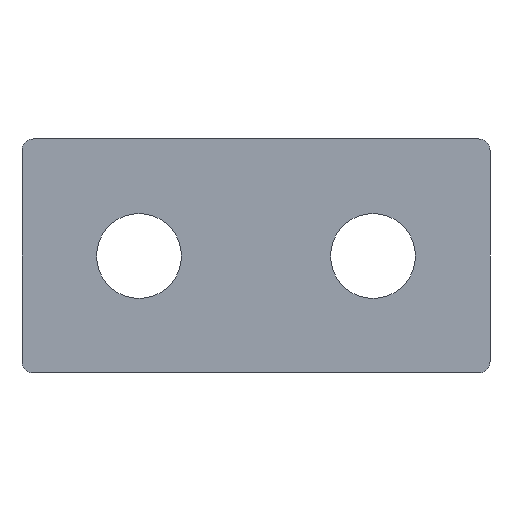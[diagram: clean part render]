
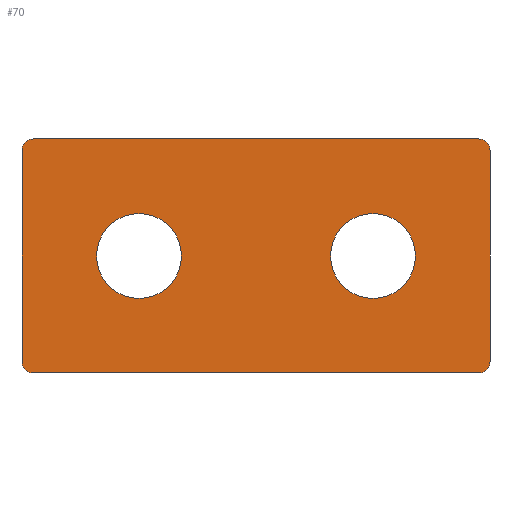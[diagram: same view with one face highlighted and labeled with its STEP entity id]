
A CAD part, front view. The second image highlights one B-rep face of the part: STEP entity #70.
In plain terms, the highlighted planar face has unit normal (0, -1, 0).
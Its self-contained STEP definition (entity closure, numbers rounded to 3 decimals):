
#70 = ADVANCED_FACE( '', ( #146, #147, #148 ), #149, .F. );
#146 = FACE_BOUND( '', #223, .T. );
#147 = FACE_BOUND( '', #224, .T. );
#148 = FACE_OUTER_BOUND( '', #225, .T. );
#149 = PLANE( '', #226 );
#223 = EDGE_LOOP( '', ( #356 ) );
#224 = EDGE_LOOP( '', ( #357 ) );
#225 = EDGE_LOOP( '', ( #358, #359, #360, #361, #362, #363, #364, #365 ) );
#226 = AXIS2_PLACEMENT_3D( '', #366, #367, #368 );
#356 = ORIENTED_EDGE( '', *, *, #437, .F. );
#357 = ORIENTED_EDGE( '', *, *, #434, .F. );
#358 = ORIENTED_EDGE( '', *, *, #469, .F. );
#359 = ORIENTED_EDGE( '', *, *, #459, .F. );
#360 = ORIENTED_EDGE( '', *, *, #455, .F. );
#361 = ORIENTED_EDGE( '', *, *, #446, .F. );
#362 = ORIENTED_EDGE( '', *, *, #432, .F. );
#363 = ORIENTED_EDGE( '', *, *, #470, .F. );
#364 = ORIENTED_EDGE( '', *, *, #471, .F. );
#365 = ORIENTED_EDGE( '', *, *, #426, .F. );
#366 = CARTESIAN_POINT( '', ( 2., 0., -2. ) );
#367 = DIRECTION( '', ( 0., 1., 0. ) );
#368 = DIRECTION( '', ( 0., 0., 1. ) );
#426 = EDGE_CURVE( '', #497, #499, #500, .T. );
#432 = EDGE_CURVE( '', #507, #505, #509, .T. );
#434 = EDGE_CURVE( '', #511, #511, #512, .T. );
#437 = EDGE_CURVE( '', #516, #516, #517, .T. );
#446 = EDGE_CURVE( '', #505, #531, #532, .T. );
#455 = EDGE_CURVE( '', #531, #542, #545, .T. );
#459 = EDGE_CURVE( '', #542, #551, #552, .T. );
#469 = EDGE_CURVE( '', #551, #497, #563, .T. );
#470 = EDGE_CURVE( '', #564, #507, #565, .T. );
#471 = EDGE_CURVE( '', #499, #564, #566, .T. );
#497 = VERTEX_POINT( '', #595 );
#499 = VERTEX_POINT( '', #598 );
#500 = CIRCLE( '', #599, 2. );
#505 = VERTEX_POINT( '', #605 );
#507 = VERTEX_POINT( '', #608 );
#509 = LINE( '', #611, #612 );
#511 = VERTEX_POINT( '', #614 );
#512 = CIRCLE( '', #615, 7.25 );
#516 = VERTEX_POINT( '', #619 );
#517 = CIRCLE( '', #620, 7.25 );
#531 = VERTEX_POINT( '', #637 );
#532 = CIRCLE( '', #638, 2. );
#542 = VERTEX_POINT( '', #649 );
#545 = LINE( '', #654, #655 );
#551 = VERTEX_POINT( '', #661 );
#552 = CIRCLE( '', #662, 2. );
#563 = LINE( '', #676, #677 );
#564 = VERTEX_POINT( '', #678 );
#565 = CIRCLE( '', #679, 2. );
#566 = LINE( '', #680, #681 );
#595 = CARTESIAN_POINT( '', ( 0., 0., -2. ) );
#598 = CARTESIAN_POINT( '', ( 2., 0., 0. ) );
#599 = AXIS2_PLACEMENT_3D( '', #710, #711, #712 );
#605 = CARTESIAN_POINT( '', ( 80., 0., -38. ) );
#608 = CARTESIAN_POINT( '', ( 80., 0., -2. ) );
#611 = CARTESIAN_POINT( '', ( 80., 0., -2. ) );
#612 = VECTOR( '', #719, 1000. );
#614 = CARTESIAN_POINT( '', ( 20., 0., -27.25 ) );
#615 = AXIS2_PLACEMENT_3D( '', #720, #721, #722 );
#619 = CARTESIAN_POINT( '', ( 60., 0., -27.25 ) );
#620 = AXIS2_PLACEMENT_3D( '', #726, #727, #728 );
#637 = CARTESIAN_POINT( '', ( 78., 0., -40. ) );
#638 = AXIS2_PLACEMENT_3D( '', #741, #742, #743 );
#649 = CARTESIAN_POINT( '', ( 2., 0., -40. ) );
#654 = CARTESIAN_POINT( '', ( 78., 0., -40. ) );
#655 = VECTOR( '', #753, 1000. );
#661 = CARTESIAN_POINT( '', ( 0., 0., -38. ) );
#662 = AXIS2_PLACEMENT_3D( '', #760, #761, #762 );
#676 = CARTESIAN_POINT( '', ( 0., 0., -38. ) );
#677 = VECTOR( '', #775, 1000. );
#678 = CARTESIAN_POINT( '', ( 78., 0., 0. ) );
#679 = AXIS2_PLACEMENT_3D( '', #776, #777, #778 );
#680 = CARTESIAN_POINT( '', ( 2., 0., 0. ) );
#681 = VECTOR( '', #779, 1000. );
#710 = CARTESIAN_POINT( '', ( 2., 0., -2. ) );
#711 = DIRECTION( '', ( 0., 1., 0. ) );
#712 = DIRECTION( '', ( 1., 0., 0. ) );
#719 = DIRECTION( '', ( 0., 0., -1. ) );
#720 = CARTESIAN_POINT( '', ( 20., 0., -20. ) );
#721 = DIRECTION( '', ( 0., -1., 0. ) );
#722 = DIRECTION( '', ( 0., 0., -1. ) );
#726 = CARTESIAN_POINT( '', ( 60., 0., -20. ) );
#727 = DIRECTION( '', ( 0., -1., 0. ) );
#728 = DIRECTION( '', ( 0., 0., -1. ) );
#741 = CARTESIAN_POINT( '', ( 78., 0., -38. ) );
#742 = DIRECTION( '', ( 0., 1., 0. ) );
#743 = DIRECTION( '', ( 1., 0., 0. ) );
#753 = DIRECTION( '', ( -1., 0., 0. ) );
#760 = CARTESIAN_POINT( '', ( 2., 0., -38. ) );
#761 = DIRECTION( '', ( 0., 1., 0. ) );
#762 = DIRECTION( '', ( 1., 0., 0. ) );
#775 = DIRECTION( '', ( 0., 0., 1. ) );
#776 = CARTESIAN_POINT( '', ( 78., 0., -2. ) );
#777 = DIRECTION( '', ( 0., 1., 0. ) );
#778 = DIRECTION( '', ( 1., 0., 0. ) );
#779 = DIRECTION( '', ( 1., 0., 0. ) );
